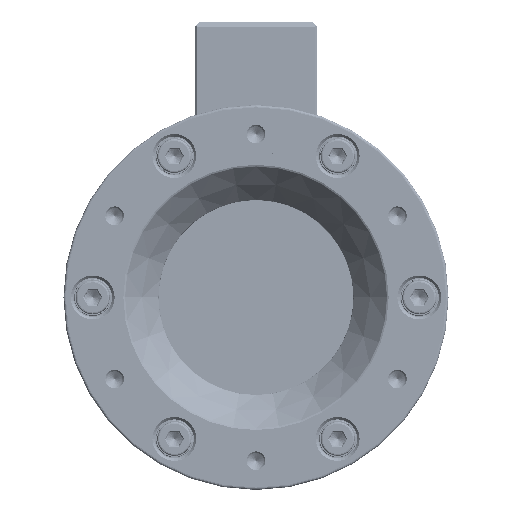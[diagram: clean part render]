
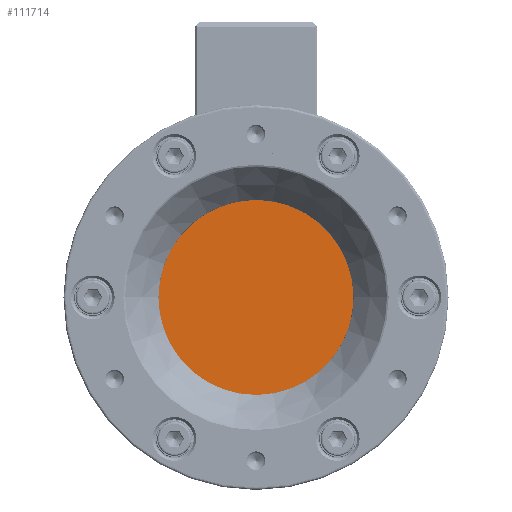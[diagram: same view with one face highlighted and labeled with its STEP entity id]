
A CAD part, front view. The second image highlights one B-rep face of the part: STEP entity #111714.
In plain terms, the highlighted face is planar.
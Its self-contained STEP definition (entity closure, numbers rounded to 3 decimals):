
#5615=PLANE('',#119348);
#27279=FACE_OUTER_BOUND('',#33870,.T.);
#33870=EDGE_LOOP('',(#82423));
#39963=CIRCLE('',#119346,23.5);
#48010=VERTEX_POINT('',#183464);
#60788=EDGE_CURVE('',#48010,#48010,#39963,.T.);
#82423=ORIENTED_EDGE('',*,*,#60788,.F.);
#111714=ADVANCED_FACE('',(#27279),#5615,.T.);
#119346=AXIS2_PLACEMENT_3D('',#183466,#136251,#136252);
#119348=AXIS2_PLACEMENT_3D('',#183468,#136255,#136256);
#136251=DIRECTION('center_axis',(0.,0.,1.));
#136252=DIRECTION('ref_axis',(-1.,0.,0.));
#136255=DIRECTION('center_axis',(0.,0.,-1.));
#136256=DIRECTION('ref_axis',(-1.,0.,0.));
#183464=CARTESIAN_POINT('',(23.5,0.,0.));
#183466=CARTESIAN_POINT('Origin',(0.,0.,0.));
#183468=CARTESIAN_POINT('Origin',(0.,0.,0.));
